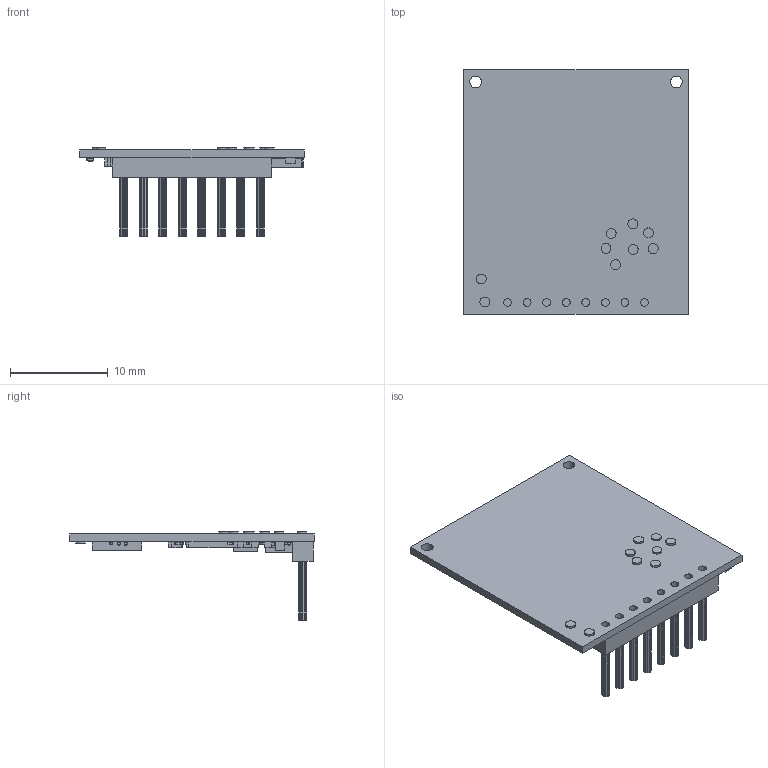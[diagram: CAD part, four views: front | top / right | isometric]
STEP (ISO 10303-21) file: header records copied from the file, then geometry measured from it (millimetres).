
FILE_DESCRIPTION(('Open CASCADE Model'),'2;1');
FILE_NAME('Open CASCADE Shape Model','2024-07-17T17:48:56',('Author'),( 'Open CASCADE'),'Open CASCADE STEP processor 6.8','Open CASCADE 6.8' ,'Unknown');
FILE_SCHEMA(('AUTOMOTIVE_DESIGN { 1 0 10303 214 1 1 1 1 }'));
Length unit declared in the file: millimetre
Products named in the file (114): PCB; Board; WP; 8198652736; Extruded; HOLD; 8198652928; C5; User_Library-0201(0603M)_Cap; C3; 8198654656; U5; 8198653120; U3; 8198653312; U1; 8198653504; R22; User_Library-RES_0603-0201; R21; User_Library-RES_1005-0402; R19; R15; R14; R12; R8; R6; R5; R4; R3; R2; R1; MOSI; 8198655808; MISO; FCS; CLK; C52; C51; C49 ...
Assembly tree (178 placements, depth 4):
  PCB
    Board
    WP
      8198652736
        Extruded
    HOLD
      8198652928
        Extruded
    C5
      User_Library-0201(0603M)_Cap
    C3
      8198654656
        Extruded
    U5
      8198653120
        Extruded
    U3
      8198653312
        Extruded
    U1
      8198653504
        Extruded
    R22
      User_Library-RES_0603-0201
    R21
      User_Library-RES_1005-0402
    R19
      User_Library-RES_1005-0402
    R15
      User_Library-RES_0603-0201
    R14
      User_Library-RES_0603-0201
    R12
      User_Library-RES_0603-0201
    R8
      User_Library-RES_0603-0201
    R6
      User_Library-RES_0603-0201
    R5
      User_Library-RES_1005-0402
    R4
      User_Library-RES_0603-0201
    R3
      User_Library-RES_1005-0402
    R2
      User_Library-RES_0603-0201
    R1
      User_Library-RES_0603-0201
    MOSI
      8198655808
        Extruded
    MISO
      8198655808
        Extruded
    FCS
      8198655808
        Extruded
    CLK
      8198655808
        Extruded
Bounding box: 23 x 25 x 9 mm (x, y, z)
Volume: 647.7 mm3; surface area: 1983.4 mm2
Topology: 180 solids, 180 shells, 4868 faces, 12376 edges, 7904 vertices
Faces by surface type: plane 2650, bspline 1688, cylinder 530
Full cylindrical faces by diameter (mm): 0.8 x8, 1.2 x2
Entity records: 25357 total; most frequent: CARTESIAN_POINT 9154, ORIENTED_EDGE 2670, DIRECTION 2429, EDGE_CURVE 1335, LINE 1091, VECTOR 1091, VERTEX_POINT 882, AXIS2_PLACEMENT_3D 669
